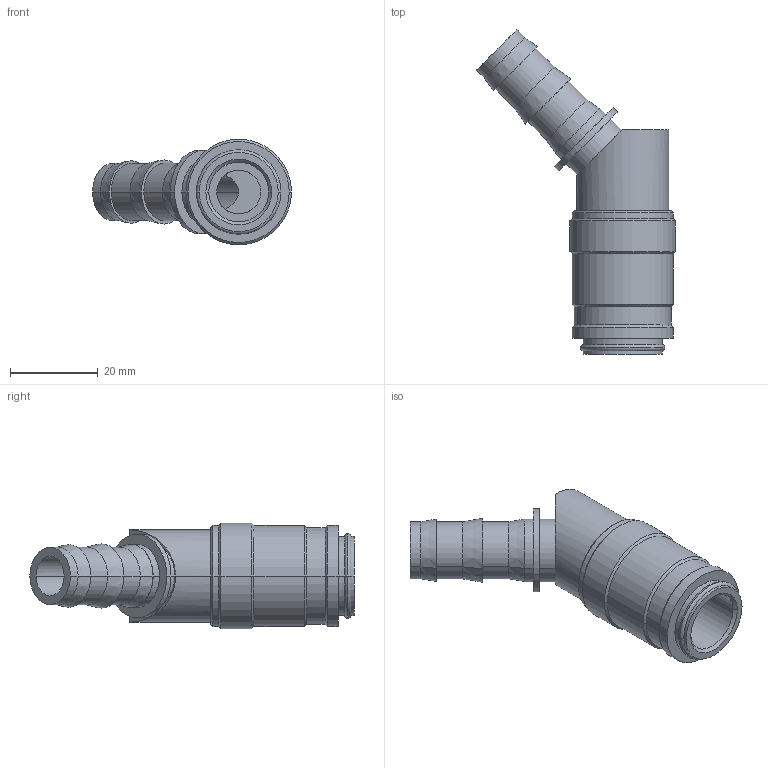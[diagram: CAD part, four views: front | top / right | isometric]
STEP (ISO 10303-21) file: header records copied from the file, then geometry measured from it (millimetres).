
FILE_DESCRIPTION(('STEP AP214'),'1');
FILE_NAME('esd_13_t-45ab.stp','2020-04-22T06:13:03',('TraceParts'),('TraceParts S.A.'),'Spatial InterOp 3D',' ',' ');
FILE_SCHEMA(('automotive_design'));
Length unit declared in the file: millimetre
Products named in the file (1): 1
Bounding box: 45.25 x 73.75 x 24 mm (x, y, z)
Volume: 16646.5 mm3; surface area: 8506.3 mm2
Topology: 1 solids, 1 shells, 69 faces, 141 edges, 83 vertices
Faces by surface type: cylinder 34, cone 18, plane 13, torus 4
Entity records: 2499 total; most frequent: CARTESIAN_POINT 408, DIRECTION 365, ORIENTED_EDGE 282, AXIS2_PLACEMENT_3D 156, EDGE_CURVE 141, VERTEX_POINT 83, CIRCLE 82, EDGE_LOOP 80
